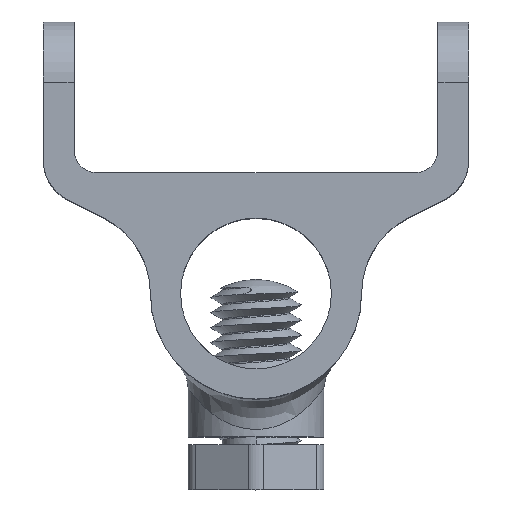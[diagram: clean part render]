
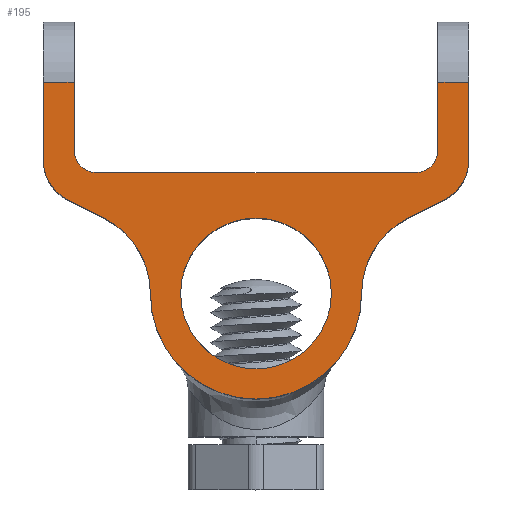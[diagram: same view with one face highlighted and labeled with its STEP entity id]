
A CAD part, top view. The second image highlights one B-rep face of the part: STEP entity #195.
In plain terms, the highlighted planar face has unit normal (0, 0, 1).
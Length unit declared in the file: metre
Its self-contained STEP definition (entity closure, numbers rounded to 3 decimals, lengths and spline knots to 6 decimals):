
#195 = ADVANCED_FACE( '', ( #410, #411 ), #412, .T. );
#410 = FACE_BOUND( '', #3386, .T. );
#411 = FACE_OUTER_BOUND( '', #3387, .T. );
#412 = PLANE( '', #3388 );
#3386 = EDGE_LOOP( '', ( #3849 ) );
#3387 = EDGE_LOOP( '', ( #3850, #3851, #3852, #3853, #3854, #3855, #3856, #3857, #3858, #3859, #3860, #3861, #3862, #3863, #3864, #3865 ) );
#3388 = AXIS2_PLACEMENT_3D( '', #3866, #3867, #3868 );
#3849 = ORIENTED_EDGE( '', *, *, #4041, .F. );
#3850 = ORIENTED_EDGE( '', *, *, #3997, .F. );
#3851 = ORIENTED_EDGE( '', *, *, #3912, .T. );
#3852 = ORIENTED_EDGE( '', *, *, #4057, .T. );
#3853 = ORIENTED_EDGE( '', *, *, #4006, .T. );
#3854 = ORIENTED_EDGE( '', *, *, #3974, .T. );
#3855 = ORIENTED_EDGE( '', *, *, #4048, .F. );
#3856 = ORIENTED_EDGE( '', *, *, #3989, .T. );
#3857 = ORIENTED_EDGE( '', *, *, #3951, .F. );
#3858 = ORIENTED_EDGE( '', *, *, #3939, .F. );
#3859 = ORIENTED_EDGE( '', *, *, #4021, .T. );
#3860 = ORIENTED_EDGE( '', *, *, #3958, .F. );
#3861 = ORIENTED_EDGE( '', *, *, #4023, .T. );
#3862 = ORIENTED_EDGE( '', *, *, #4018, .T. );
#3863 = ORIENTED_EDGE( '', *, *, #4013, .F. );
#3864 = ORIENTED_EDGE( '', *, *, #3872, .T. );
#3865 = ORIENTED_EDGE( '', *, *, #4052, .F. );
#3866 = CARTESIAN_POINT( '', ( 0., 0.0055, 0.01 ) );
#3867 = DIRECTION( '', ( 0., 0., 1. ) );
#3868 = DIRECTION( '', ( 1., 0., 0. ) );
#3872 = EDGE_CURVE( '', #4071, #4069, #4072, .T. );
#3912 = EDGE_CURVE( '', #4137, #4141, #4143, .T. );
#3939 = EDGE_CURVE( '', #4185, #4187, #4188, .T. );
#3951 = EDGE_CURVE( '', #4187, #4204, #4205, .T. );
#3958 = EDGE_CURVE( '', #4214, #4216, #4217, .T. );
#3974 = EDGE_CURVE( '', #4242, #4240, #4243, .T. );
#3989 = EDGE_CURVE( '', #4264, #4204, #4265, .T. );
#3997 = EDGE_CURVE( '', #4137, #4277, #4278, .T. );
#4006 = EDGE_CURVE( '', #4288, #4242, #4289, .T. );
#4013 = EDGE_CURVE( '', #4071, #4298, #4299, .T. );
#4018 = EDGE_CURVE( '', #4304, #4298, #4305, .T. );
#4021 = EDGE_CURVE( '', #4185, #4216, #4308, .T. );
#4023 = EDGE_CURVE( '', #4214, #4304, #4310, .T. );
#4041 = EDGE_CURVE( '', #4332, #4332, #4333, .T. );
#4048 = EDGE_CURVE( '', #4264, #4240, #4341, .T. );
#4052 = EDGE_CURVE( '', #4277, #4069, #4346, .T. );
#4057 = EDGE_CURVE( '', #4141, #4288, #4351, .T. );
#4069 = VERTEX_POINT( '', #4363 );
#4071 = VERTEX_POINT( '', #4366 );
#4072 = LINE( '', #4367, #4368 );
#4137 = VERTEX_POINT( '', #4797 );
#4141 = VERTEX_POINT( '', #4802 );
#4143 = LINE( '', #4804, #4805 );
#4185 = VERTEX_POINT( '', #5111 );
#4187 = VERTEX_POINT( '', #5114 );
#4188 = LINE( '', #5115, #5116 );
#4204 = VERTEX_POINT( '', #5133 );
#4205 = CIRCLE( '', #5134, 0.005605 );
#4214 = VERTEX_POINT( '', #5145 );
#4216 = VERTEX_POINT( '', #5147 );
#4217 = LINE( '', #5148, #5149 );
#4240 = VERTEX_POINT( '', #5354 );
#4242 = VERTEX_POINT( '', #5357 );
#4243 = LINE( '', #5358, #5359 );
#4264 = VERTEX_POINT( '', #5637 );
#4265 = CIRCLE( '', #5638, 0.007 );
#4277 = VERTEX_POINT( '', #5673 );
#4278 = LINE( '', #5674, #5675 );
#4288 = VERTEX_POINT( '', #5698 );
#4289 = CIRCLE( '', #5699, 0.003 );
#4298 = VERTEX_POINT( '', #5837 );
#4299 = CIRCLE( '', #5838, 0.0015 );
#4304 = VERTEX_POINT( '', #5875 );
#4305 = LINE( '', #5876, #5877 );
#4308 = CIRCLE( '', #5880, 0.003 );
#4310 = LINE( '', #5882, #5883 );
#4332 = VERTEX_POINT( '', #5953 );
#4333 = CIRCLE( '', #5954, 0.005 );
#4341 = CIRCLE( '', #5970, 0.005605 );
#4346 = CIRCLE( '', #5975, 0.0015 );
#4351 = LINE( '', #5981, #5982 );
#4363 = CARTESIAN_POINT( '', ( -0.01055, 0.008, 0.01 ) );
#4366 = CARTESIAN_POINT( '', ( 0.01055, 0.008, 0.01 ) );
#4367 = CARTESIAN_POINT( '', ( 0., 0.008, 0.01 ) );
#4368 = VECTOR( '', #5992, 1. );
#4797 = CARTESIAN_POINT( '', ( -0.01205, 0.014, 0.01 ) );
#4802 = CARTESIAN_POINT( '', ( -0.0141, 0.014, 0.01 ) );
#4804 = CARTESIAN_POINT( '', ( -0.0141, 0.014, 0.01 ) );
#4805 = VECTOR( '', #6050, 1. );
#5111 = CARTESIAN_POINT( '', ( 0.012434, 0.006173, 0.01 ) );
#5114 = CARTESIAN_POINT( '', ( 0.010113, 0.00502, 0.01 ) );
#5115 = CARTESIAN_POINT( '', ( 0.008056, 0.004, 0.01 ) );
#5116 = VECTOR( '', #6085, 1. );
#5133 = CARTESIAN_POINT( '', ( 0.007, 0., 0.01 ) );
#5134 = AXIS2_PLACEMENT_3D( '', #6105, #6106, #6107 );
#5145 = CARTESIAN_POINT( '', ( 0.0141, 0.014, 0.01 ) );
#5147 = CARTESIAN_POINT( '', ( 0.0141, 0.00886, 0.01 ) );
#5148 = CARTESIAN_POINT( '', ( 0.0141, 0.015995, 0.01 ) );
#5149 = VECTOR( '', #6119, 1. );
#5354 = CARTESIAN_POINT( '', ( -0.010113, 0.00502, 0.01 ) );
#5357 = CARTESIAN_POINT( '', ( -0.012434, 0.006173, 0.01 ) );
#5358 = CARTESIAN_POINT( '', ( -0.004291, 0.00213, 0.01 ) );
#5359 = VECTOR( '', #6129, 1. );
#5637 = CARTESIAN_POINT( '', ( -0.007, 0., 0.01 ) );
#5638 = AXIS2_PLACEMENT_3D( '', #6141, #6142, #6143 );
#5673 = CARTESIAN_POINT( '', ( -0.01205, 0.0095, 0.01 ) );
#5674 = CARTESIAN_POINT( '', ( -0.01205, 0.011019, 0.01 ) );
#5675 = VECTOR( '', #6151, 1. );
#5698 = CARTESIAN_POINT( '', ( -0.0141, 0.00886, 0.01 ) );
#5699 = AXIS2_PLACEMENT_3D( '', #6155, #6156, #6157 );
#5837 = CARTESIAN_POINT( '', ( 0.01205, 0.0095, 0.01 ) );
#5838 = AXIS2_PLACEMENT_3D( '', #6163, #6164, #6165 );
#5875 = CARTESIAN_POINT( '', ( 0.01205, 0.014, 0.01 ) );
#5876 = CARTESIAN_POINT( '', ( 0.01205, 0.012019, 0.01 ) );
#5877 = VECTOR( '', #6167, 1. );
#5880 = AXIS2_PLACEMENT_3D( '', #6171, #6172, #6173 );
#5882 = CARTESIAN_POINT( '', ( 0.01205, 0.014, 0.01 ) );
#5883 = VECTOR( '', #6174, 1. );
#5953 = CARTESIAN_POINT( '', ( 0.005, 0., 0.01 ) );
#5954 = AXIS2_PLACEMENT_3D( '', #6190, #6191, #6192 );
#5970 = AXIS2_PLACEMENT_3D( '', #6196, #6197, #6198 );
#5975 = AXIS2_PLACEMENT_3D( '', #6202, #6203, #6204 );
#5981 = CARTESIAN_POINT( '', ( -0.0141, 0.015995, 0.01 ) );
#5982 = VECTOR( '', #6206, 1. );
#5992 = DIRECTION( '', ( -1., 0., 0. ) );
#6050 = DIRECTION( '', ( -1., 0., 0. ) );
#6085 = DIRECTION( '', ( -0.896, -0.445, 0. ) );
#6105 = CARTESIAN_POINT( '', ( 0.012605, 0., 0.01 ) );
#6106 = DIRECTION( '', ( 0., 0., 1. ) );
#6107 = DIRECTION( '', ( -0.445, 0.896, 0. ) );
#6119 = DIRECTION( '', ( 0., -1., 0. ) );
#6129 = DIRECTION( '', ( 0.896, -0.445, 0. ) );
#6141 = CARTESIAN_POINT( '', ( 0., 0., 0.01 ) );
#6142 = DIRECTION( '', ( 0., 0., 1. ) );
#6143 = DIRECTION( '', ( -1., 0., 0. ) );
#6151 = DIRECTION( '', ( 0., -1., 0. ) );
#6155 = CARTESIAN_POINT( '', ( -0.0111, 0.00886, 0.01 ) );
#6156 = DIRECTION( '', ( 0., 0., 1. ) );
#6157 = DIRECTION( '', ( -1., 0., 0. ) );
#6163 = CARTESIAN_POINT( '', ( 0.01055, 0.0095, 0.01 ) );
#6164 = DIRECTION( '', ( 0., 0., 1. ) );
#6165 = DIRECTION( '', ( 0., -1., 0. ) );
#6167 = DIRECTION( '', ( 0., -1., 0. ) );
#6171 = CARTESIAN_POINT( '', ( 0.0111, 0.00886, 0.01 ) );
#6172 = DIRECTION( '', ( 0., 0., 1. ) );
#6173 = DIRECTION( '', ( 0.445, -0.896, 0. ) );
#6174 = DIRECTION( '', ( -1., 0., 0. ) );
#6190 = CARTESIAN_POINT( '', ( 0., 0., 0.01 ) );
#6191 = DIRECTION( '', ( 0., 0., 1. ) );
#6192 = DIRECTION( '', ( 1., 0., 0. ) );
#6196 = CARTESIAN_POINT( '', ( -0.012605, 0., 0.01 ) );
#6197 = DIRECTION( '', ( 0., 0., 1. ) );
#6198 = DIRECTION( '', ( 1., 0., 0. ) );
#6202 = CARTESIAN_POINT( '', ( -0.01055, 0.0095, 0.01 ) );
#6203 = DIRECTION( '', ( 0., 0., 1. ) );
#6204 = DIRECTION( '', ( -1., 0., 0. ) );
#6206 = DIRECTION( '', ( 0., -1., 0. ) );
